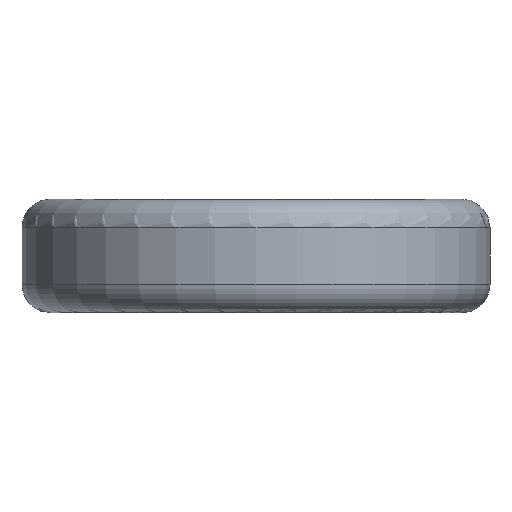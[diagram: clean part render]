
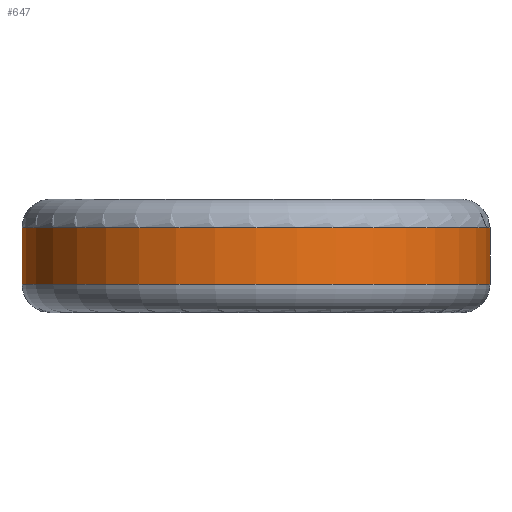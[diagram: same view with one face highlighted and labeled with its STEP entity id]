
A CAD part, front view. The second image highlights one B-rep face of the part: STEP entity #647.
In plain terms, the highlighted cylindrical face has radius 8.25 mm (diameter 16.5 mm), a partial arc.
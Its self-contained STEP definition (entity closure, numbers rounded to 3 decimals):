
#36=CARTESIAN_POINT('',(0.,0.,3.));
#37=DIRECTION('',(0.,0.,1.));
#38=DIRECTION('',(-1.,0.,0.));
#39=AXIS2_PLACEMENT_3D('',#36,#37,#38);
#41=CARTESIAN_POINT('',(0.,0.,1.));
#42=DIRECTION('',(0.,0.,-1.));
#43=DIRECTION('',(1.,0.,0.));
#44=AXIS2_PLACEMENT_3D('',#41,#42,#43);
#46=DIRECTION('',(0.,0.,1.));
#47=VECTOR('',#46,2.);
#48=CARTESIAN_POINT('',(-8.25,0.,1.));
#49=LINE('',#48,#47);
#148=DIRECTION('',(0.,0.,1.));
#149=VECTOR('',#148,2.);
#150=CARTESIAN_POINT('',(8.25,0.,1.));
#151=LINE('',#150,#149);
#573=CARTESIAN_POINT('',(-8.25,0.,3.));
#574=CARTESIAN_POINT('',(8.25,0.,3.));
#575=VERTEX_POINT('',#573);
#576=VERTEX_POINT('',#574);
#579=CARTESIAN_POINT('',(8.25,0.,1.));
#580=CARTESIAN_POINT('',(-8.25,0.,1.));
#581=VERTEX_POINT('',#579);
#582=VERTEX_POINT('',#580);
#633=CARTESIAN_POINT('',(0.,0.,0.));
#634=DIRECTION('',(0.,0.,1.));
#635=DIRECTION('',(1.,0.,0.));
#636=AXIS2_PLACEMENT_3D('',#633,#634,#635);
#637=CYLINDRICAL_SURFACE('',#636,8.25);
#639=ORIENTED_EDGE('',*,*,#638,.T.);
#641=ORIENTED_EDGE('',*,*,#640,.F.);
#642=ORIENTED_EDGE('',*,*,#619,.T.);
#644=ORIENTED_EDGE('',*,*,#643,.T.);
#645=EDGE_LOOP('',(#639,#641,#642,#644));
#646=FACE_OUTER_BOUND('',#645,.F.);
#40=CIRCLE('',#39,8.25);
#45=CIRCLE('',#44,8.25);
#619=EDGE_CURVE('',#581,#582,#45,.T.);
#638=EDGE_CURVE('',#575,#576,#40,.T.);
#640=EDGE_CURVE('',#581,#576,#151,.T.);
#643=EDGE_CURVE('',#582,#575,#49,.T.);
#647=ADVANCED_FACE('',(#646),#637,.T.);
